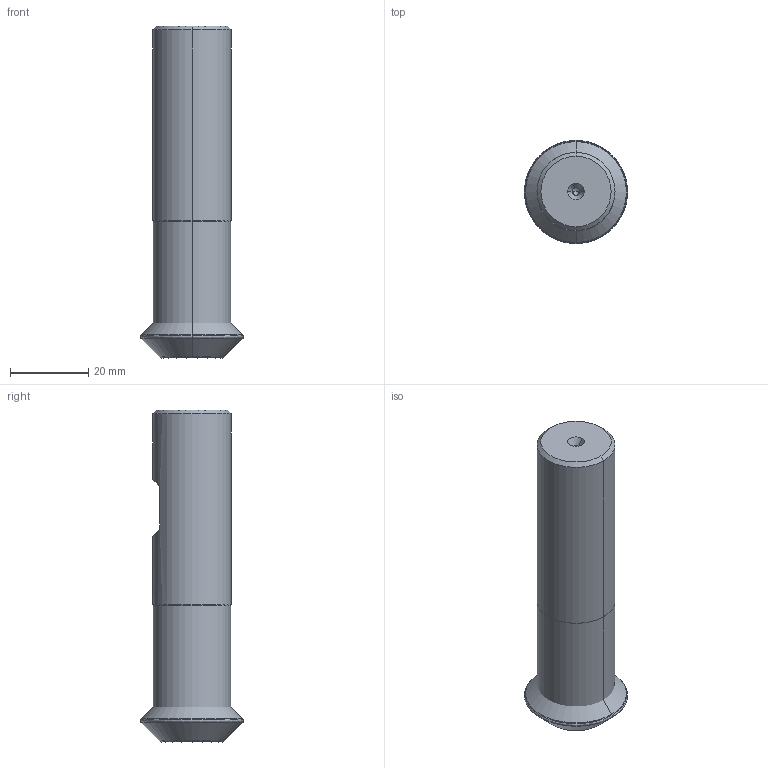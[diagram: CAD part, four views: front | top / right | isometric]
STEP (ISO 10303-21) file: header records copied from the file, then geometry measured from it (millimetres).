
FILE_DESCRIPTION((''),'2;1');
FILE_NAME('15N1E016035W4R00','2015-11-07T',('tewess'),(''),'PRO/ENGINEER BY PARAMETRIC TECHNOLOGY CORPORATION, 2011490','PRO/ENGINEER BY PARAMETRIC TECHNOLOGY CORPORATION, 2011490','');
FILE_SCHEMA(('AUTOMOTIVE_DESIGN { 1 2 10303 214 0 1 1 1 }'));
Length unit declared in the file: millimetre
Products named in the file (3): NOCUT; CUT; 15N1E016035W4R00
Assembly tree (2 placements, depth 2):
  15N1E016035W4R00
    NOCUT
    CUT
Bounding box: 26.42 x 26.42 x 85.01 mm (x, y, z)
Volume: 29083.2 mm3; surface area: 7433.6 mm2
Topology: 2 solids, 2 shells, 69 faces, 147 edges, 85 vertices
Faces by surface type: revolution 32, cone 16, cylinder 10, torus 6, plane 5
Entity records: 4412 total; most frequent: CARTESIAN_POINT 2308, DIRECTION 313, ORIENTED_EDGE 278, PRESENTATION_STYLE_ASSIGNMENT 151, STYLED_ITEM 151, CURVE_STYLE 149, EDGE_CURVE 139, AXIS2_PLACEMENT_3D 123
